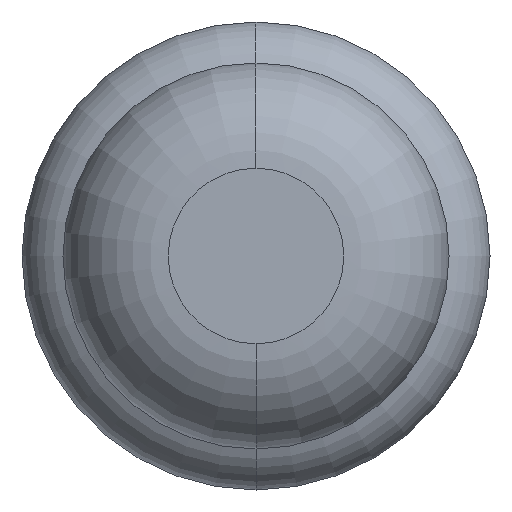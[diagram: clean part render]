
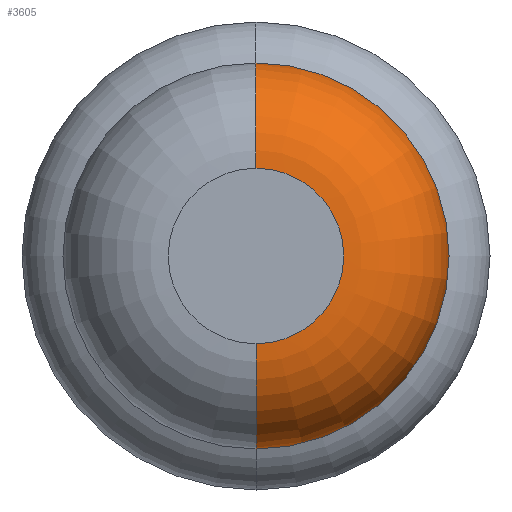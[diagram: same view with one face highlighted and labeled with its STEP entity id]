
A CAD part, front view. The second image highlights one B-rep face of the part: STEP entity #3605.
In plain terms, the highlighted toroidal (fillet/blend) face has major radius 0.375 mm and minor radius 0.45 mm.
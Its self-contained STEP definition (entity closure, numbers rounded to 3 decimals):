
#36 = ORIENTED_EDGE ( 'NONE', *, *, #1427, .T. ) ;
#91 = AXIS2_PLACEMENT_3D ( 'NONE', #1400, #172, #757 ) ;
#102 = CARTESIAN_POINT ( 'NONE',  ( 0., -26., -0.375 ) ) ;
#172 = DIRECTION ( 'NONE',  ( 1., 0., 0. ) ) ;
#175 = CARTESIAN_POINT ( 'NONE',  ( 0., -25.55, 0. ) ) ;
#531 = AXIS2_PLACEMENT_3D ( 'NONE', #2545, #1611, #978 ) ;
#625 = EDGE_LOOP ( 'NONE', ( #2138, #36, #3043, #3834 ) ) ;
#757 = DIRECTION ( 'NONE',  ( 0., 0., -1. ) ) ;
#821 = CARTESIAN_POINT ( 'NONE',  ( 0., -25.55, 0. ) ) ;
#978 = DIRECTION ( 'NONE',  ( 0., 0., 1. ) ) ;
#1132 = DIRECTION ( 'NONE',  ( 0., 1., 0. ) ) ;
#1201 = CARTESIAN_POINT ( 'NONE',  ( 0., -26., 0. ) ) ;
#1345 = VERTEX_POINT ( 'NONE', #2774 ) ;
#1400 = CARTESIAN_POINT ( 'NONE',  ( 0., -25.55, -0.375 ) ) ;
#1427 = EDGE_CURVE ( 'NONE', #1717, #2657, #3052, .T. ) ;
#1475 = DIRECTION ( 'NONE',  ( 0., 1., 0. ) ) ;
#1542 = CIRCLE ( 'NONE', #3620, 0.825 ) ;
#1611 = DIRECTION ( 'NONE',  ( -1., 0., 0. ) ) ;
#1717 = VERTEX_POINT ( 'NONE', #102 ) ;
#1734 = FACE_OUTER_BOUND ( 'NONE', #625, .T. ) ;
#1948 = CARTESIAN_POINT ( 'NONE',  ( 0., -25.55, 0.825 ) ) ;
#1984 = CIRCLE ( 'NONE', #531, 0.45 ) ;
#2059 = DIRECTION ( 'NONE',  ( 0., 0., 1. ) ) ;
#2138 = ORIENTED_EDGE ( 'NONE', *, *, #3851, .T. ) ;
#2157 = AXIS2_PLACEMENT_3D ( 'NONE', #821, #1132, #2059 ) ;
#2545 = CARTESIAN_POINT ( 'NONE',  ( 0., -25.55, 0.375 ) ) ;
#2578 = CIRCLE ( 'NONE', #3064, 0.375 ) ;
#2657 = VERTEX_POINT ( 'NONE', #2710 ) ;
#2710 = CARTESIAN_POINT ( 'NONE',  ( 0., -25.55, -0.825 ) ) ;
#2774 = CARTESIAN_POINT ( 'NONE',  ( 0., -26., 0.375 ) ) ;
#3040 = VERTEX_POINT ( 'NONE', #1948 ) ;
#3043 = ORIENTED_EDGE ( 'NONE', *, *, #3365, .F. ) ;
#3052 = CIRCLE ( 'NONE', #91, 0.45 ) ;
#3064 = AXIS2_PLACEMENT_3D ( 'NONE', #1201, #1475, #3717 ) ;
#3109 = TOROIDAL_SURFACE ( 'NONE', #2157, 0.375, 0.45 ) ;
#3209 = EDGE_CURVE ( 'NONE', #1345, #3040, #1984, .T. ) ;
#3365 = EDGE_CURVE ( 'Defeature ausgef�hrt1_9+Defeature ausgef�hrt1_8+Defeature ausgef�hrt1_8+Defeature ausgef�hrt1_8', #3040, #2657, #1542, .T. ) ;
#3604 = DIRECTION ( 'NONE',  ( 0., 1., 0. ) ) ;
#3605 = ADVANCED_FACE ( 'Defeature ausgef�hrt1_8', ( #1734 ), #3109, .T. ) ;
#3620 = AXIS2_PLACEMENT_3D ( 'NONE', #175, #3604, #3956 ) ;
#3717 = DIRECTION ( 'NONE',  ( 0., 0., 1. ) ) ;
#3834 = ORIENTED_EDGE ( 'NONE', *, *, #3209, .F. ) ;
#3851 = EDGE_CURVE ( 'Defeature ausgef�hrt1_8+Defeature ausgef�hrt1_7+Defeature ausgef�hrt1_7+Defeature ausgef�hrt1_7', #1345, #1717, #2578, .T. ) ;
#3956 = DIRECTION ( 'NONE',  ( 0., 0., 1. ) ) ;
